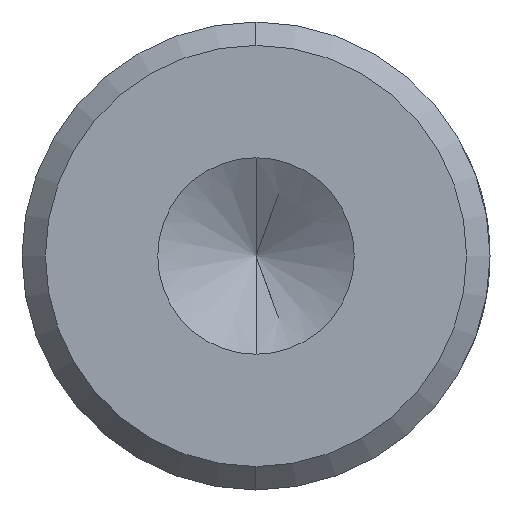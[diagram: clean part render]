
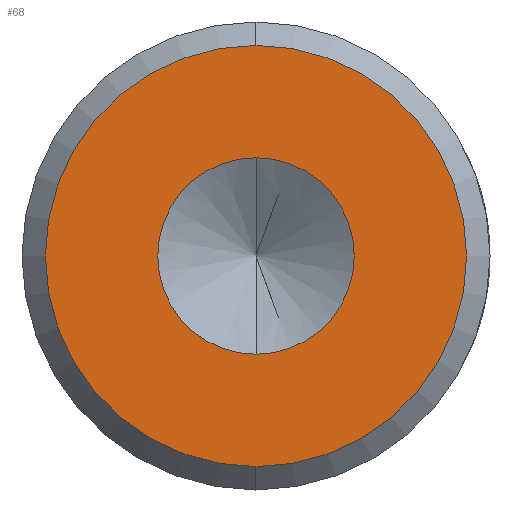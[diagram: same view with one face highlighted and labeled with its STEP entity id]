
A CAD part, left-side view. The second image highlights one B-rep face of the part: STEP entity #68.
In plain terms, the highlighted planar face has unit normal (-1, 0, 0).
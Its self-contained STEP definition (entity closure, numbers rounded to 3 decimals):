
#10 = DIRECTION ( 'NONE',  ( -1., 0., 0. ) ) ;
#66 = EDGE_CURVE ( 'NONE', #873, #451, #434, .T. ) ;
#68 = ADVANCED_FACE ( 'NONE', ( #1186, #397 ), #580, .T. ) ;
#73 = CARTESIAN_POINT ( 'NONE',  ( 0., 0., 2.1 ) ) ;
#77 = ORIENTED_EDGE ( 'NONE', *, *, #553, .F. ) ;
#108 = CARTESIAN_POINT ( 'NONE',  ( 0., 0., 0. ) ) ;
#116 = AXIS2_PLACEMENT_3D ( 'NONE', #473, #637, #357 ) ;
#168 = VERTEX_POINT ( 'NONE', #73 ) ;
#218 = DIRECTION ( 'NONE',  ( 0., 0., 1. ) ) ;
#239 = DIRECTION ( 'NONE',  ( 0., 0., 1. ) ) ;
#284 = EDGE_CURVE ( 'NONE', #451, #873, #732, .T. ) ;
#334 = CARTESIAN_POINT ( 'NONE',  ( 0., 0., -2.1 ) ) ;
#344 = VERTEX_POINT ( 'NONE', #334 ) ;
#357 = DIRECTION ( 'NONE',  ( 0., 0., 1. ) ) ;
#397 = FACE_BOUND ( 'NONE', #872, .T. ) ;
#427 = CIRCLE ( 'NONE', #781, 2.1 ) ;
#434 = CIRCLE ( 'NONE', #889, 4.501 ) ;
#441 = CARTESIAN_POINT ( 'NONE',  ( 0., 0., 4.501 ) ) ;
#451 = VERTEX_POINT ( 'NONE', #441 ) ;
#460 = ORIENTED_EDGE ( 'NONE', *, *, #284, .T. ) ;
#473 = CARTESIAN_POINT ( 'NONE',  ( 0., 0., 0. ) ) ;
#504 = CARTESIAN_POINT ( 'NONE',  ( 0., 0., -4.501 ) ) ;
#511 = ORIENTED_EDGE ( 'NONE', *, *, #1264, .F. ) ;
#553 = EDGE_CURVE ( 'NONE', #344, #168, #1171, .T. ) ;
#580 = PLANE ( 'NONE',  #116 ) ;
#626 = CARTESIAN_POINT ( 'NONE',  ( 0., 0., 0. ) ) ;
#637 = DIRECTION ( 'NONE',  ( -1., 0., 0. ) ) ;
#683 = DIRECTION ( 'NONE',  ( -1., 0., 0. ) ) ;
#715 = DIRECTION ( 'NONE',  ( 0., 0., 1. ) ) ;
#732 = CIRCLE ( 'NONE', #1247, 4.501 ) ;
#750 = EDGE_LOOP ( 'NONE', ( #972, #460 ) ) ;
#768 = CARTESIAN_POINT ( 'NONE',  ( 0., 0., 0. ) ) ;
#781 = AXIS2_PLACEMENT_3D ( 'NONE', #108, #814, #218 ) ;
#814 = DIRECTION ( 'NONE',  ( -1., 0., 0. ) ) ;
#872 = EDGE_LOOP ( 'NONE', ( #511, #77 ) ) ;
#873 = VERTEX_POINT ( 'NONE', #504 ) ;
#889 = AXIS2_PLACEMENT_3D ( 'NONE', #1120, #1144, #239 ) ;
#972 = ORIENTED_EDGE ( 'NONE', *, *, #66, .T. ) ;
#1120 = CARTESIAN_POINT ( 'NONE',  ( 0., 0., 0. ) ) ;
#1144 = DIRECTION ( 'NONE',  ( -1., 0., 0. ) ) ;
#1171 = CIRCLE ( 'NONE', #1222, 2.1 ) ;
#1186 = FACE_OUTER_BOUND ( 'NONE', #750, .T. ) ;
#1193 = DIRECTION ( 'NONE',  ( 0., 0., 1. ) ) ;
#1222 = AXIS2_PLACEMENT_3D ( 'NONE', #768, #683, #1193 ) ;
#1247 = AXIS2_PLACEMENT_3D ( 'NONE', #626, #10, #715 ) ;
#1264 = EDGE_CURVE ( 'NONE', #168, #344, #427, .T. ) ;
